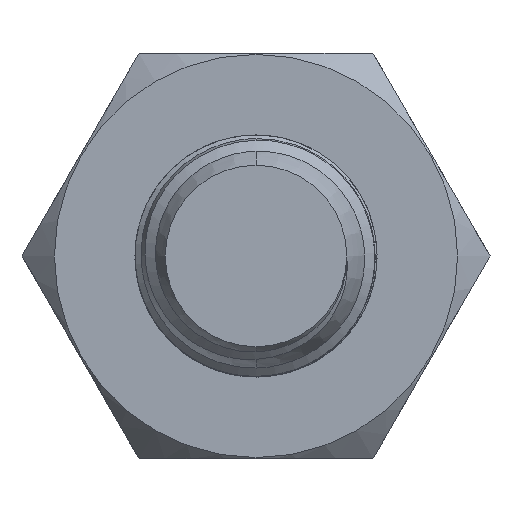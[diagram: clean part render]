
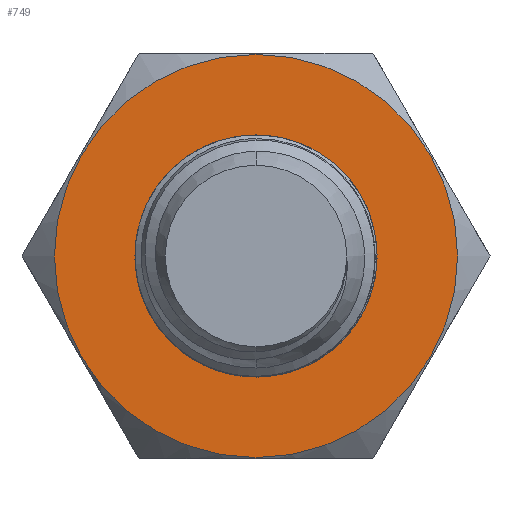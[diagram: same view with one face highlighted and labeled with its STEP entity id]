
A CAD part, front view. The second image highlights one B-rep face of the part: STEP entity #749.
In plain terms, the highlighted planar face has unit normal (0, -1, 0).
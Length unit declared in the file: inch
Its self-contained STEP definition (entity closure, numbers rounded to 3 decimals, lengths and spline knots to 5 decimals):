
#26 = FACE_BOUND ( 'NONE', #735, .T. ) ;
#35 = ORIENTED_EDGE ( 'NONE', *, *, #2817, .F. ) ;
#262 = AXIS2_PLACEMENT_3D ( 'NONE', #634, #291, #2894 ) ;
#288 = VERTEX_POINT ( 'NONE', #2608 ) ;
#291 = DIRECTION ( 'NONE',  ( 0., 1., 0. ) ) ;
#401 = AXIS2_PLACEMENT_3D ( 'NONE', #3785, #1236, #1890 ) ;
#611 = CARTESIAN_POINT ( 'NONE',  ( 0., 0., 0. ) ) ;
#634 = CARTESIAN_POINT ( 'NONE',  ( 0., 0., 0. ) ) ;
#735 = EDGE_LOOP ( 'NONE', ( #2112, #986, #35 ) ) ;
#749 = ADVANCED_FACE ( '?1', ( #2351, #26 ), #3542, .F. ) ;
#838 = VERTEX_POINT ( 'NONE', #1308 ) ;
#887 = VERTEX_POINT ( 'NONE', #2927 ) ;
#892 = EDGE_CURVE ( '??9', #942, #2960, #1033, .T. ) ;
#942 = VERTEX_POINT ( 'NONE', #2734 ) ;
#986 = ORIENTED_EDGE ( 'NONE', *, *, #2091, .F. ) ;
#1033 = CIRCLE ( 'NONE', #1116, 0.09325 ) ;
#1116 = AXIS2_PLACEMENT_3D ( 'NONE', #2997, #3304, #3647 ) ;
#1236 = DIRECTION ( 'NONE',  ( 0., -1., 0. ) ) ;
#1308 = CARTESIAN_POINT ( 'NONE',  ( 0., 0., -0.056 ) ) ;
#1609 = AXIS2_PLACEMENT_3D ( 'NONE', #2628, #3560, #2279 ) ;
#1699 = ORIENTED_EDGE ( 'NONE', *, *, #892, .T. ) ;
#1726 = CARTESIAN_POINT ( 'NONE',  ( 0., 0., 0.09325 ) ) ;
#1890 = DIRECTION ( 'NONE',  ( 0., 0., -1. ) ) ;
#1903 = ORIENTED_EDGE ( 'NONE', *, *, #3854, .T. ) ;
#2039 = CIRCLE ( 'NONE', #2343, 0.09325 ) ;
#2091 = EDGE_CURVE ( 'NONE', #838, #288, #3559, .T. ) ;
#2112 = ORIENTED_EDGE ( 'NONE', *, *, #2686, .F. ) ;
#2214 = DIRECTION ( 'NONE',  ( 0., -1., 0. ) ) ;
#2279 = DIRECTION ( 'NONE',  ( 0., 0., -1. ) ) ;
#2343 = AXIS2_PLACEMENT_3D ( 'NONE', #2970, #3287, #3623 ) ;
#2347 = CIRCLE ( 'NONE', #1609, 0.056 ) ;
#2351 = FACE_OUTER_BOUND ( 'NONE', #3015, .T. ) ;
#2608 = CARTESIAN_POINT ( 'NONE',  ( 0.05102, 0., -0.02309 ) ) ;
#2628 = CARTESIAN_POINT ( 'NONE',  ( 0., 0., 0. ) ) ;
#2686 = EDGE_CURVE ( 'NONE', #288, #887, #3199, .T. ) ;
#2734 = CARTESIAN_POINT ( 'NONE',  ( 0., 0., -0.09325 ) ) ;
#2817 = EDGE_CURVE ( 'NONE', #887, #838, #2347, .T. ) ;
#2869 = DIRECTION ( 'NONE',  ( 0., 0., -1. ) ) ;
#2894 = DIRECTION ( 'NONE',  ( 0., 0., 1. ) ) ;
#2927 = CARTESIAN_POINT ( 'NONE',  ( 0., 0., 0.056 ) ) ;
#2960 = VERTEX_POINT ( 'NONE', #1726 ) ;
#2970 = CARTESIAN_POINT ( 'NONE',  ( 0., 0., 0. ) ) ;
#2992 = AXIS2_PLACEMENT_3D ( 'NONE', #611, #2214, #2869 ) ;
#2997 = CARTESIAN_POINT ( 'NONE',  ( 0., 0., 0. ) ) ;
#3015 = EDGE_LOOP ( 'NONE', ( #1903, #1699 ) ) ;
#3199 = CIRCLE ( 'NONE', #2992, 0.056 ) ;
#3287 = DIRECTION ( 'NONE',  ( 0., -1., 0. ) ) ;
#3304 = DIRECTION ( 'NONE',  ( 0., -1., 0. ) ) ;
#3542 = PLANE ( 'NONE',  #262 ) ;
#3559 = CIRCLE ( 'NONE', #401, 0.056 ) ;
#3560 = DIRECTION ( 'NONE',  ( 0., -1., 0. ) ) ;
#3623 = DIRECTION ( 'NONE',  ( 0., 0., 1. ) ) ;
#3647 = DIRECTION ( 'NONE',  ( 0., 0., 1. ) ) ;
#3785 = CARTESIAN_POINT ( 'NONE',  ( 0., 0., 0. ) ) ;
#3854 = EDGE_CURVE ( '??9', #2960, #942, #2039, .T. ) ;
